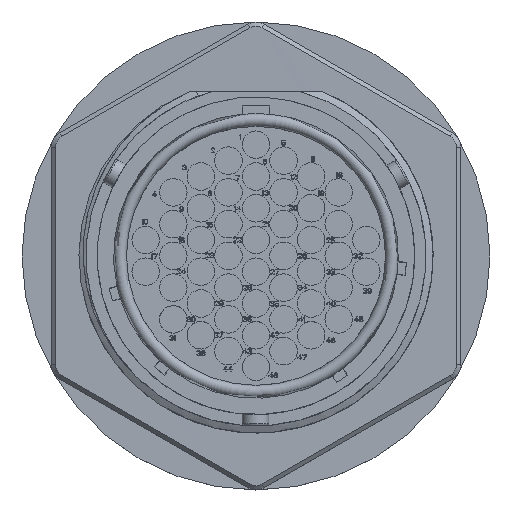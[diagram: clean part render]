
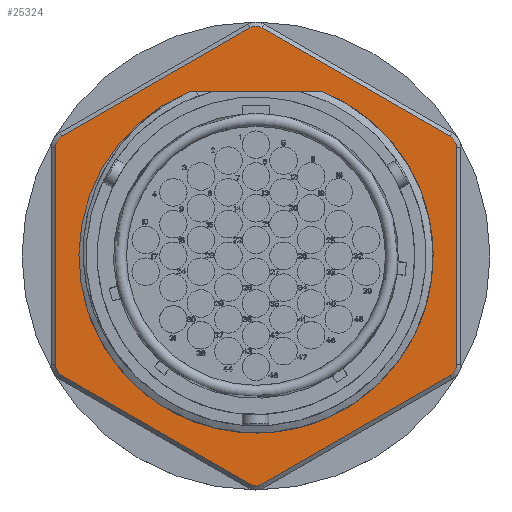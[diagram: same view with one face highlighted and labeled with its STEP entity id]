
A CAD part, top view. The second image highlights one B-rep face of the part: STEP entity #25324.
In plain terms, the highlighted planar face has unit normal (0, 0, 1).
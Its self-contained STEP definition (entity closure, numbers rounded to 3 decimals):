
#495=FACE_BOUND('',#32621,.T.);
#496=FACE_BOUND('',#32622,.T.);
#805=ELLIPSE('',#69540,21.196,21.196);
#3928=PLANE('',#72805);
#4141=LINE('',#90564,#13151);
#12751=LINE('',#110000,#21761);
#12752=LINE('',#110005,#21762);
#12753=LINE('',#110009,#21763);
#12754=LINE('',#110013,#21764);
#12755=LINE('',#110017,#21765);
#12756=LINE('',#110021,#21766);
#13151=VECTOR('',#73510,1.);
#21761=VECTOR('',#88644,1.);
#21762=VECTOR('',#88647,1.);
#21763=VECTOR('',#88650,1.);
#21764=VECTOR('',#88653,1.);
#21765=VECTOR('',#88656,1.);
#21766=VECTOR('',#88659,1.);
#25324=ADVANCED_FACE('',(#495,#496),#3928,.F.);
#32621=EDGE_LOOP('',(#51313,#51314,#51315,#51316,#51317,#51318,#51319,#51320,
#51321,#51322,#51323,#51324));
#32622=EDGE_LOOP('',(#51325,#51326,#51327,#51328,#51329,#51330,#51331,#51332,
#51333));
#33242=CIRCLE('',#69538,20.35);
#33377=CIRCLE('',#72799,1.5);
#33378=CIRCLE('',#72800,1.5);
#33379=CIRCLE('',#72801,1.5);
#33380=CIRCLE('',#72802,1.5);
#33381=CIRCLE('',#72803,1.5);
#33382=CIRCLE('',#72804,1.5);
#51313=ORIENTED_EDGE('',*,*,#68461,.T.);
#51314=ORIENTED_EDGE('',*,*,#68462,.T.);
#51315=ORIENTED_EDGE('',*,*,#68463,.T.);
#51316=ORIENTED_EDGE('',*,*,#68464,.T.);
#51317=ORIENTED_EDGE('',*,*,#68465,.F.);
#51318=ORIENTED_EDGE('',*,*,#68466,.T.);
#51319=ORIENTED_EDGE('',*,*,#68467,.T.);
#51320=ORIENTED_EDGE('',*,*,#68468,.T.);
#51321=ORIENTED_EDGE('',*,*,#68469,.T.);
#51322=ORIENTED_EDGE('',*,*,#68470,.T.);
#51323=ORIENTED_EDGE('',*,*,#68471,.F.);
#51324=ORIENTED_EDGE('',*,*,#68472,.T.);
#51325=ORIENTED_EDGE('',*,*,#59665,.F.);
#51326=ORIENTED_EDGE('',*,*,#59664,.F.);
#51327=ORIENTED_EDGE('',*,*,#59662,.F.);
#51328=ORIENTED_EDGE('',*,*,#59661,.F.);
#51329=ORIENTED_EDGE('',*,*,#59660,.F.);
#51330=ORIENTED_EDGE('',*,*,#59657,.F.);
#51331=ORIENTED_EDGE('',*,*,#59656,.F.);
#51332=ORIENTED_EDGE('',*,*,#59631,.T.);
#51333=ORIENTED_EDGE('',*,*,#59655,.F.);
#53084=VERTEX_POINT('',#90565);
#53085=VERTEX_POINT('',#90566);
#53107=VERTEX_POINT('',#90664);
#53108=VERTEX_POINT('',#90675);
#53109=VERTEX_POINT('',#90680);
#53110=VERTEX_POINT('',#90984);
#53111=VERTEX_POINT('',#90989);
#53112=VERTEX_POINT('',#90994);
#53113=VERTEX_POINT('',#91016);
#59001=VERTEX_POINT('',#110001);
#59002=VERTEX_POINT('',#110002);
#59003=VERTEX_POINT('',#110004);
#59004=VERTEX_POINT('',#110006);
#59005=VERTEX_POINT('',#110008);
#59006=VERTEX_POINT('',#110010);
#59007=VERTEX_POINT('',#110012);
#59008=VERTEX_POINT('',#110014);
#59009=VERTEX_POINT('',#110016);
#59010=VERTEX_POINT('',#110018);
#59011=VERTEX_POINT('',#110020);
#59012=VERTEX_POINT('',#110022);
#59631=EDGE_CURVE('',#53084,#53085,#4141,.T.);
#59655=EDGE_CURVE('',#53107,#53085,#33242,.T.);
#59656=EDGE_CURVE('',#53084,#53108,#69338,.T.);
#59657=EDGE_CURVE('',#53108,#53109,#69339,.T.);
#59660=EDGE_CURVE('',#53109,#53110,#805,.T.);
#59661=EDGE_CURVE('',#53110,#53111,#69342,.T.);
#59662=EDGE_CURVE('',#53111,#53112,#69343,.T.);
#59664=EDGE_CURVE('',#53112,#53113,#69345,.T.);
#59665=EDGE_CURVE('',#53113,#53107,#69346,.T.);
#68461=EDGE_CURVE('',#59001,#59002,#12751,.T.);
#68462=EDGE_CURVE('',#59002,#59003,#33377,.T.);
#68463=EDGE_CURVE('',#59003,#59004,#12752,.T.);
#68464=EDGE_CURVE('',#59004,#59005,#33378,.T.);
#68465=EDGE_CURVE('',#59006,#59005,#12753,.T.);
#68466=EDGE_CURVE('',#59006,#59007,#33379,.T.);
#68467=EDGE_CURVE('',#59007,#59008,#12754,.T.);
#68468=EDGE_CURVE('',#59008,#59009,#33380,.T.);
#68469=EDGE_CURVE('',#59009,#59010,#12755,.T.);
#68470=EDGE_CURVE('',#59010,#59011,#33381,.T.);
#68471=EDGE_CURVE('',#59012,#59011,#12756,.T.);
#68472=EDGE_CURVE('',#59012,#59001,#33382,.T.);
#69338=B_SPLINE_CURVE_WITH_KNOTS('',3,(#90667,#90668,#90669,#90670,#90671,
#90672,#90673,#90674),.UNSPECIFIED.,.F.,.F.,(4,2,2,4),(0.,0.5,0.75,1.),
 .UNSPECIFIED.);
#69339=B_SPLINE_CURVE_WITH_KNOTS('',3,(#90676,#90677,#90678,#90679),
 .UNSPECIFIED.,.F.,.F.,(4,4),(0.,1.),.UNSPECIFIED.);
#69342=B_SPLINE_CURVE_WITH_KNOTS('',3,(#90985,#90986,#90987,#90988),
 .UNSPECIFIED.,.F.,.F.,(4,4),(0.,1.),.UNSPECIFIED.);
#69343=B_SPLINE_CURVE_WITH_KNOTS('',3,(#90990,#90991,#90992,#90993),
 .UNSPECIFIED.,.F.,.F.,(4,4),(0.,1.),.UNSPECIFIED.);
#69345=B_SPLINE_CURVE_WITH_KNOTS('',3,(#91006,#91007,#91008,#91009,#91010,
#91011,#91012,#91013,#91014,#91015),.UNSPECIFIED.,.F.,.F.,(4,2,2,2,4),(0.,
0.25,0.5,0.75,1.),.UNSPECIFIED.);
#69346=B_SPLINE_CURVE_WITH_KNOTS('',3,(#91017,#91018,#91019,#91020),
 .UNSPECIFIED.,.F.,.F.,(4,4),(0.,1.),.UNSPECIFIED.);
#69538=AXIS2_PLACEMENT_3D('',#90665,#73520,#73521);
#69540=AXIS2_PLACEMENT_3D('',#90983,#73524,#73525);
#72799=AXIS2_PLACEMENT_3D('',#110003,#88645,#88646);
#72800=AXIS2_PLACEMENT_3D('',#110007,#88648,#88649);
#72801=AXIS2_PLACEMENT_3D('',#110011,#88651,#88652);
#72802=AXIS2_PLACEMENT_3D('',#110015,#88654,#88655);
#72803=AXIS2_PLACEMENT_3D('',#110019,#88657,#88658);
#72804=AXIS2_PLACEMENT_3D('',#110023,#88660,#88661);
#72805=AXIS2_PLACEMENT_3D('',#110024,#88662,#88663);
#73510=DIRECTION('',(1.,0.,0.));
#73520=DIRECTION('',(0.,0.,1.));
#73521=DIRECTION('',(-1.,0.,0.));
#73524=DIRECTION('',(0.,0.,1.));
#73525=DIRECTION('',(-1.,0.,0.));
#88644=DIRECTION('',(-0.866,0.5,0.));
#88645=DIRECTION('',(0.,0.,1.));
#88646=DIRECTION('',(0.5,0.866,0.));
#88647=DIRECTION('',(-0.866,-0.5,0.));
#88648=DIRECTION('',(0.,0.,1.));
#88649=DIRECTION('',(-0.5,0.866,0.));
#88650=DIRECTION('',(0.,1.,0.));
#88651=DIRECTION('',(0.,0.,1.));
#88652=DIRECTION('',(-1.,0.,0.));
#88653=DIRECTION('',(0.866,-0.5,0.));
#88654=DIRECTION('',(0.,0.,1.));
#88655=DIRECTION('',(-0.5,-0.866,0.));
#88656=DIRECTION('',(0.866,0.5,0.));
#88657=DIRECTION('',(0.,0.,1.));
#88658=DIRECTION('',(0.5,-0.866,0.));
#88659=DIRECTION('',(0.,-1.,0.));
#88660=DIRECTION('',(0.,0.,1.));
#88661=DIRECTION('',(1.,0.,0.));
#88662=DIRECTION('',(0.,0.,-1.));
#88663=DIRECTION('',(-1.,0.,0.));
#90564=CARTESIAN_POINT('',(-12.035,19.65,5.5));
#90565=CARTESIAN_POINT('',(-5.906,19.65,5.5));
#90566=CARTESIAN_POINT('',(5.292,19.65,5.484));
#90664=CARTESIAN_POINT('',(20.293,1.519,5.5));
#90665=CARTESIAN_POINT('',(0.,0.,5.5));
#90667=CARTESIAN_POINT('',(-5.906,19.65,5.5));
#90668=CARTESIAN_POINT('',(-11.419,18.114,5.5));
#90669=CARTESIAN_POINT('',(-16.201,14.165,5.5));
#90670=CARTESIAN_POINT('',(-20.08,6.518,5.5));
#90671=CARTESIAN_POINT('',(-20.842,3.696,5.5));
#90672=CARTESIAN_POINT('',(-21.184,-2.013,5.5));
#90673=CARTESIAN_POINT('',(-20.771,-4.87,5.5));
#90674=CARTESIAN_POINT('',(-19.802,-7.564,5.5));
#90675=CARTESIAN_POINT('',(-19.803,-7.564,5.499));
#90676=CARTESIAN_POINT('',(-19.804,-7.565,5.498));
#90677=CARTESIAN_POINT('',(-19.786,-7.614,5.499));
#90678=CARTESIAN_POINT('',(-19.767,-7.663,5.499));
#90679=CARTESIAN_POINT('',(-19.748,-7.711,5.5));
#90680=CARTESIAN_POINT('',(-19.746,-7.711,5.501));
#90983=CARTESIAN_POINT('',(0.,0.,5.5));
#90984=CARTESIAN_POINT('',(-8.722,-19.318,5.499));
#90985=CARTESIAN_POINT('',(-8.722,-19.318,5.498));
#90986=CARTESIAN_POINT('',(-8.674,-19.341,5.499));
#90987=CARTESIAN_POINT('',(-8.625,-19.362,5.499));
#90988=CARTESIAN_POINT('',(-8.575,-19.384,5.5));
#90989=CARTESIAN_POINT('',(-8.576,-19.386,5.499));
#90990=CARTESIAN_POINT('',(-8.575,-19.384,5.5));
#90991=CARTESIAN_POINT('',(-8.502,-19.416,5.501));
#90992=CARTESIAN_POINT('',(-8.429,-19.448,5.502));
#90993=CARTESIAN_POINT('',(-8.356,-19.48,5.502));
#90994=CARTESIAN_POINT('',(-8.356,-19.48,5.501));
#91006=CARTESIAN_POINT('',(-8.356,-19.48,5.5));
#91007=CARTESIAN_POINT('',(-5.063,-20.818,5.5));
#91008=CARTESIAN_POINT('',(-1.432,-21.307,5.5));
#91009=CARTESIAN_POINT('',(5.609,-20.461,5.5));
#91010=CARTESIAN_POINT('',(9.029,-19.123,5.5));
#91011=CARTESIAN_POINT('',(14.762,-14.949,5.5));
#91012=CARTESIAN_POINT('',(17.085,-12.104,5.5));
#91013=CARTESIAN_POINT('',(20.018,-5.644,5.5));
#91014=CARTESIAN_POINT('',(20.631,-2.028,5.5));
#91015=CARTESIAN_POINT('',(20.294,1.514,5.5));
#91016=CARTESIAN_POINT('',(20.294,1.514,5.5));
#91017=CARTESIAN_POINT('',(20.293,1.514,5.5));
#91018=CARTESIAN_POINT('',(20.293,1.516,5.5));
#91019=CARTESIAN_POINT('',(20.293,1.517,5.5));
#91020=CARTESIAN_POINT('',(20.293,1.519,5.5));
#110000=CARTESIAN_POINT('',(23.25,14.289,5.5));
#110001=CARTESIAN_POINT('',(23.25,14.289,5.5));
#110002=CARTESIAN_POINT('',(0.75,27.28,5.5));
#110003=CARTESIAN_POINT('',(0.,25.981,5.5));
#110004=CARTESIAN_POINT('',(-0.75,27.28,5.5));
#110005=CARTESIAN_POINT('',(-0.75,27.28,5.5));
#110006=CARTESIAN_POINT('',(-23.25,14.289,5.5));
#110007=CARTESIAN_POINT('',(-22.5,12.99,5.5));
#110008=CARTESIAN_POINT('',(-24.,12.99,5.5));
#110009=CARTESIAN_POINT('',(-24.,-12.99,5.5));
#110010=CARTESIAN_POINT('',(-24.,-12.99,5.5));
#110011=CARTESIAN_POINT('',(-22.5,-12.99,5.5));
#110012=CARTESIAN_POINT('',(-23.25,-14.289,5.5));
#110013=CARTESIAN_POINT('',(-23.25,-14.289,5.5));
#110014=CARTESIAN_POINT('',(-0.75,-27.28,5.5));
#110015=CARTESIAN_POINT('',(0.,-25.981,5.5));
#110016=CARTESIAN_POINT('',(0.75,-27.28,5.5));
#110017=CARTESIAN_POINT('',(0.75,-27.28,5.5));
#110018=CARTESIAN_POINT('',(23.25,-14.289,5.5));
#110019=CARTESIAN_POINT('',(22.5,-12.99,5.5));
#110020=CARTESIAN_POINT('',(24.,-12.99,5.5));
#110021=CARTESIAN_POINT('',(24.,12.99,5.5));
#110022=CARTESIAN_POINT('',(24.,12.99,5.5));
#110023=CARTESIAN_POINT('',(22.5,12.99,5.5));
#110024=CARTESIAN_POINT('',(0.,0.,5.5));
